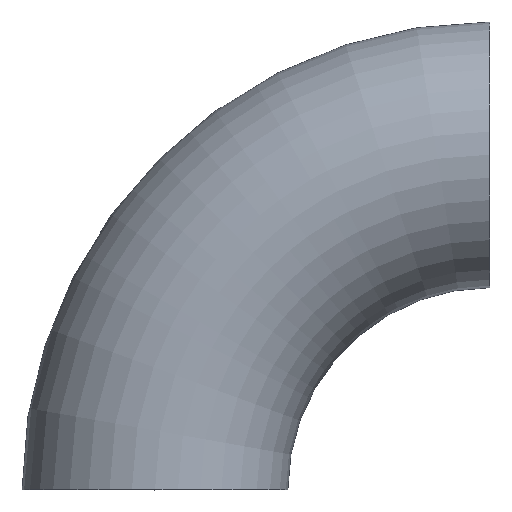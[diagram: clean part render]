
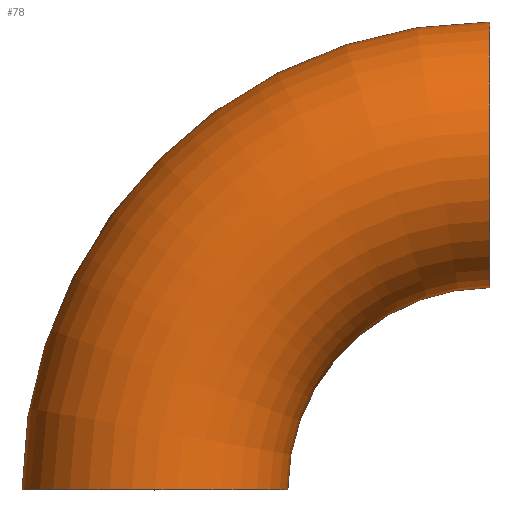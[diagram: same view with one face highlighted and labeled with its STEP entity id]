
A CAD part, top view. The second image highlights one B-rep face of the part: STEP entity #78.
In plain terms, the highlighted toroidal (fillet/blend) face has major radius 76 mm and minor radius 30.15 mm.
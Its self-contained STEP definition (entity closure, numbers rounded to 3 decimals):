
#4 = CARTESIAN_POINT ( 'NONE',  ( 0., 0., 0. ) ) ;
#6 = VERTEX_POINT ( 'NONE', #177 ) ;
#7 = CARTESIAN_POINT ( 'NONE',  ( 76., 0., 0. ) ) ;
#13 = CIRCLE ( 'NONE', #192, 45.85 ) ;
#14 = ORIENTED_EDGE ( 'NONE', *, *, #178, .F. ) ;
#22 = CIRCLE ( 'NONE', #23, 106.15 ) ;
#23 = AXIS2_PLACEMENT_3D ( 'NONE', #160, #227, #48 ) ;
#31 = TOROIDAL_SURFACE ( 'NONE', #59, 76., 30.15 ) ;
#34 = EDGE_CURVE ( 'NONE', #6, #237, #147, .T. ) ;
#38 = EDGE_LOOP ( 'NONE', ( #114, #226, #60, #14 ) ) ;
#39 = DIRECTION ( 'NONE',  ( 1., 0., 0. ) ) ;
#42 = CARTESIAN_POINT ( 'NONE',  ( 76., 0., 0. ) ) ;
#48 = DIRECTION ( 'NONE',  ( 1., 0., 0. ) ) ;
#59 = AXIS2_PLACEMENT_3D ( 'NONE', #42, #218, #39 ) ;
#60 = ORIENTED_EDGE ( 'NONE', *, *, #34, .T. ) ;
#73 = EDGE_CURVE ( 'NONE', #215, #209, #108, .T. ) ;
#78 = ADVANCED_FACE ( 'NONE', ( #95 ), #31, .T. ) ;
#83 = AXIS2_PLACEMENT_3D ( 'NONE', #174, #251, #197 ) ;
#95 = FACE_OUTER_BOUND ( 'NONE', #38, .T. ) ;
#108 = CIRCLE ( 'NONE', #83, 30.15 ) ;
#114 = ORIENTED_EDGE ( 'NONE', *, *, #73, .F. ) ;
#119 = CARTESIAN_POINT ( 'NONE',  ( 76., 45.85, 0. ) ) ;
#128 = CARTESIAN_POINT ( 'NONE',  ( 30.15, 0., 0. ) ) ;
#138 = AXIS2_PLACEMENT_3D ( 'NONE', #4, #155, #240 ) ;
#147 = CIRCLE ( 'NONE', #138, 30.15 ) ;
#155 = DIRECTION ( 'NONE',  ( 0., 1., 0. ) ) ;
#160 = CARTESIAN_POINT ( 'NONE',  ( 76., 0., 0. ) ) ;
#174 = CARTESIAN_POINT ( 'NONE',  ( 76., 76., 0. ) ) ;
#176 = CARTESIAN_POINT ( 'NONE',  ( 76., 106.15, 0. ) ) ;
#177 = CARTESIAN_POINT ( 'NONE',  ( -30.15, 0., 0. ) ) ;
#178 = EDGE_CURVE ( 'NONE', #209, #237, #13, .T. ) ;
#192 = AXIS2_PLACEMENT_3D ( 'NONE', #7, #245, #199 ) ;
#197 = DIRECTION ( 'NONE',  ( 0., 0., 1. ) ) ;
#199 = DIRECTION ( 'NONE',  ( 1., 0., 0. ) ) ;
#209 = VERTEX_POINT ( 'NONE', #119 ) ;
#215 = VERTEX_POINT ( 'NONE', #176 ) ;
#218 = DIRECTION ( 'NONE',  ( 0., 0., 1. ) ) ;
#226 = ORIENTED_EDGE ( 'NONE', *, *, #252, .T. ) ;
#227 = DIRECTION ( 'NONE',  ( 0., 0., 1. ) ) ;
#237 = VERTEX_POINT ( 'NONE', #128 ) ;
#240 = DIRECTION ( 'NONE',  ( 0., 0., 1. ) ) ;
#245 = DIRECTION ( 'NONE',  ( 0., 0., 1. ) ) ;
#251 = DIRECTION ( 'NONE',  ( 1., 0., 0. ) ) ;
#252 = EDGE_CURVE ( 'NONE', #215, #6, #22, .T. ) ;
